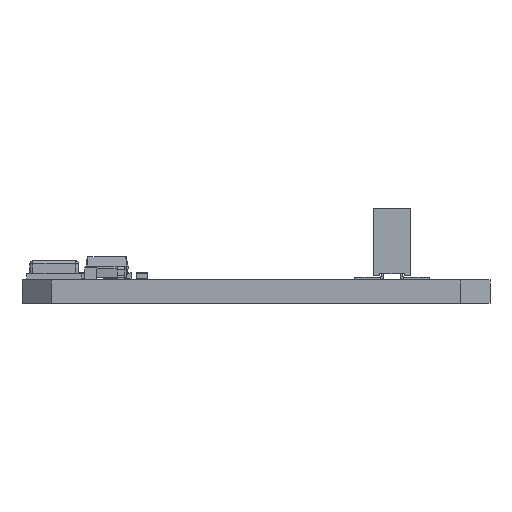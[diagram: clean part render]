
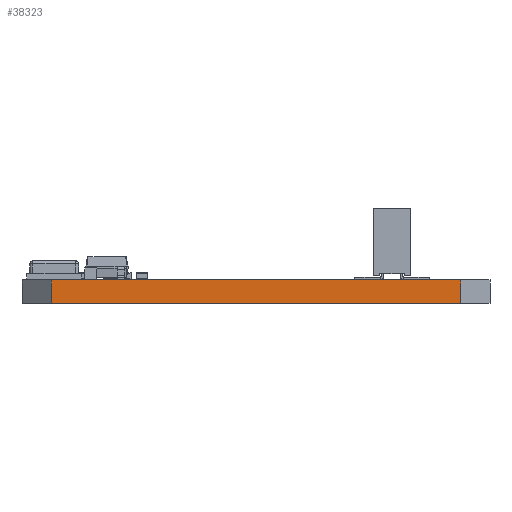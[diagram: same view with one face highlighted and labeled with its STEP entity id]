
A CAD part, left-side view. The second image highlights one B-rep face of the part: STEP entity #38323.
In plain terms, the highlighted planar face has unit normal (-1, 0, 0).
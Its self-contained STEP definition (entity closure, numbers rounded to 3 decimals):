
#38207 = EDGE_CURVE('',#38208,#38210,#38212,.T.);
#38208 = VERTEX_POINT('',#38209);
#38209 = CARTESIAN_POINT('',(-16.,14.,0.));
#38210 = VERTEX_POINT('',#38211);
#38211 = CARTESIAN_POINT('',(-16.,14.,1.6));
#38212 = SURFACE_CURVE('',#38213,(#38217,#38229),.PCURVE_S1.);
#38213 = LINE('',#38214,#38215);
#38214 = CARTESIAN_POINT('',(-16.,14.,0.));
#38215 = VECTOR('',#38216,1.);
#38216 = DIRECTION('',(0.,0.,1.));
#38217 = PCURVE('',#38218,#38223);
#38218 = PLANE('',#38219);
#38219 = AXIS2_PLACEMENT_3D('',#38220,#38221,#38222);
#38220 = CARTESIAN_POINT('',(-16.,14.,0.));
#38221 = DIRECTION('',(-0.707,0.707,0.));
#38222 = DIRECTION('',(0.707,0.707,0.));
#38223 = DEFINITIONAL_REPRESENTATION('',(#38224),#38228);
#38224 = LINE('',#38225,#38226);
#38225 = CARTESIAN_POINT('',(0.,0.));
#38226 = VECTOR('',#38227,1.);
#38227 = DIRECTION('',(0.,-1.));
#38228 = ( GEOMETRIC_REPRESENTATION_CONTEXT(2) 
PARAMETRIC_REPRESENTATION_CONTEXT() REPRESENTATION_CONTEXT('2D SPACE',''
  ) );
#38229 = PCURVE('',#38230,#38235);
#38230 = PLANE('',#38231);
#38231 = AXIS2_PLACEMENT_3D('',#38232,#38233,#38234);
#38232 = CARTESIAN_POINT('',(-16.,-14.,0.));
#38233 = DIRECTION('',(-1.,0.,0.));
#38234 = DIRECTION('',(0.,1.,0.));
#38235 = DEFINITIONAL_REPRESENTATION('',(#38236),#38240);
#38236 = LINE('',#38237,#38238);
#38237 = CARTESIAN_POINT('',(28.,0.));
#38238 = VECTOR('',#38239,1.);
#38239 = DIRECTION('',(0.,-1.));
#38240 = ( GEOMETRIC_REPRESENTATION_CONTEXT(2) 
PARAMETRIC_REPRESENTATION_CONTEXT() REPRESENTATION_CONTEXT('2D SPACE',''
  ) );
#38258 = PLANE('',#38259);
#38259 = AXIS2_PLACEMENT_3D('',#38260,#38261,#38262);
#38260 = CARTESIAN_POINT('',(0.,0.,1.6));
#38261 = DIRECTION('',(-0.,-0.,-1.));
#38262 = DIRECTION('',(-1.,0.,0.));
#38312 = PLANE('',#38313);
#38313 = AXIS2_PLACEMENT_3D('',#38314,#38315,#38316);
#38314 = CARTESIAN_POINT('',(0.,0.,0.));
#38315 = DIRECTION('',(-0.,-0.,-1.));
#38316 = DIRECTION('',(-1.,0.,0.));
#38323 = ADVANCED_FACE('',(#38324),#38230,.T.);
#38324 = FACE_BOUND('',#38325,.T.);
#38325 = EDGE_LOOP('',(#38326,#38356,#38377,#38378));
#38326 = ORIENTED_EDGE('',*,*,#38327,.T.);
#38327 = EDGE_CURVE('',#38328,#38330,#38332,.T.);
#38328 = VERTEX_POINT('',#38329);
#38329 = CARTESIAN_POINT('',(-16.,-14.,0.));
#38330 = VERTEX_POINT('',#38331);
#38331 = CARTESIAN_POINT('',(-16.,-14.,1.6));
#38332 = SURFACE_CURVE('',#38333,(#38337,#38344),.PCURVE_S1.);
#38333 = LINE('',#38334,#38335);
#38334 = CARTESIAN_POINT('',(-16.,-14.,0.));
#38335 = VECTOR('',#38336,1.);
#38336 = DIRECTION('',(0.,0.,1.));
#38337 = PCURVE('',#38230,#38338);
#38338 = DEFINITIONAL_REPRESENTATION('',(#38339),#38343);
#38339 = LINE('',#38340,#38341);
#38340 = CARTESIAN_POINT('',(0.,0.));
#38341 = VECTOR('',#38342,1.);
#38342 = DIRECTION('',(0.,-1.));
#38343 = ( GEOMETRIC_REPRESENTATION_CONTEXT(2) 
PARAMETRIC_REPRESENTATION_CONTEXT() REPRESENTATION_CONTEXT('2D SPACE',''
  ) );
#38344 = PCURVE('',#38345,#38350);
#38345 = PLANE('',#38346);
#38346 = AXIS2_PLACEMENT_3D('',#38347,#38348,#38349);
#38347 = CARTESIAN_POINT('',(-14.,-16.,0.));
#38348 = DIRECTION('',(-0.707,-0.707,0.));
#38349 = DIRECTION('',(-0.707,0.707,0.));
#38350 = DEFINITIONAL_REPRESENTATION('',(#38351),#38355);
#38351 = LINE('',#38352,#38353);
#38352 = CARTESIAN_POINT('',(2.828,0.));
#38353 = VECTOR('',#38354,1.);
#38354 = DIRECTION('',(0.,-1.));
#38355 = ( GEOMETRIC_REPRESENTATION_CONTEXT(2) 
PARAMETRIC_REPRESENTATION_CONTEXT() REPRESENTATION_CONTEXT('2D SPACE',''
  ) );
#38356 = ORIENTED_EDGE('',*,*,#38357,.T.);
#38357 = EDGE_CURVE('',#38330,#38210,#38358,.T.);
#38358 = SURFACE_CURVE('',#38359,(#38363,#38370),.PCURVE_S1.);
#38359 = LINE('',#38360,#38361);
#38360 = CARTESIAN_POINT('',(-16.,-14.,1.6));
#38361 = VECTOR('',#38362,1.);
#38362 = DIRECTION('',(0.,1.,0.));
#38363 = PCURVE('',#38230,#38364);
#38364 = DEFINITIONAL_REPRESENTATION('',(#38365),#38369);
#38365 = LINE('',#38366,#38367);
#38366 = CARTESIAN_POINT('',(0.,-1.6));
#38367 = VECTOR('',#38368,1.);
#38368 = DIRECTION('',(1.,0.));
#38369 = ( GEOMETRIC_REPRESENTATION_CONTEXT(2) 
PARAMETRIC_REPRESENTATION_CONTEXT() REPRESENTATION_CONTEXT('2D SPACE',''
  ) );
#38370 = PCURVE('',#38258,#38371);
#38371 = DEFINITIONAL_REPRESENTATION('',(#38372),#38376);
#38372 = LINE('',#38373,#38374);
#38373 = CARTESIAN_POINT('',(16.,-14.));
#38374 = VECTOR('',#38375,1.);
#38375 = DIRECTION('',(0.,1.));
#38376 = ( GEOMETRIC_REPRESENTATION_CONTEXT(2) 
PARAMETRIC_REPRESENTATION_CONTEXT() REPRESENTATION_CONTEXT('2D SPACE',''
  ) );
#38377 = ORIENTED_EDGE('',*,*,#38207,.F.);
#38378 = ORIENTED_EDGE('',*,*,#38379,.F.);
#38379 = EDGE_CURVE('',#38328,#38208,#38380,.T.);
#38380 = SURFACE_CURVE('',#38381,(#38385,#38392),.PCURVE_S1.);
#38381 = LINE('',#38382,#38383);
#38382 = CARTESIAN_POINT('',(-16.,-14.,0.));
#38383 = VECTOR('',#38384,1.);
#38384 = DIRECTION('',(0.,1.,0.));
#38385 = PCURVE('',#38230,#38386);
#38386 = DEFINITIONAL_REPRESENTATION('',(#38387),#38391);
#38387 = LINE('',#38388,#38389);
#38388 = CARTESIAN_POINT('',(0.,0.));
#38389 = VECTOR('',#38390,1.);
#38390 = DIRECTION('',(1.,0.));
#38391 = ( GEOMETRIC_REPRESENTATION_CONTEXT(2) 
PARAMETRIC_REPRESENTATION_CONTEXT() REPRESENTATION_CONTEXT('2D SPACE',''
  ) );
#38392 = PCURVE('',#38312,#38393);
#38393 = DEFINITIONAL_REPRESENTATION('',(#38394),#38398);
#38394 = LINE('',#38395,#38396);
#38395 = CARTESIAN_POINT('',(16.,-14.));
#38396 = VECTOR('',#38397,1.);
#38397 = DIRECTION('',(0.,1.));
#38398 = ( GEOMETRIC_REPRESENTATION_CONTEXT(2) 
PARAMETRIC_REPRESENTATION_CONTEXT() REPRESENTATION_CONTEXT('2D SPACE',''
  ) );
